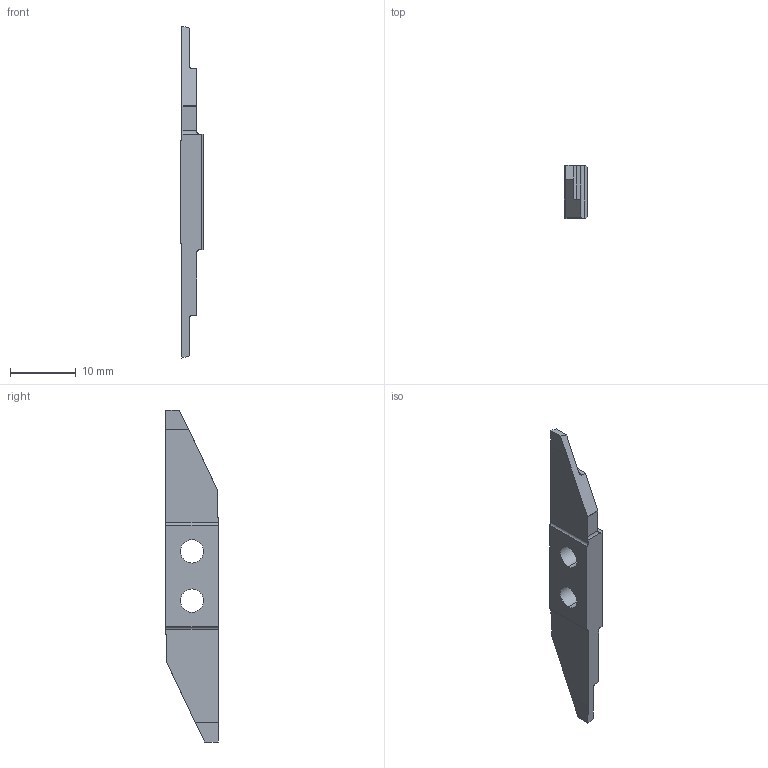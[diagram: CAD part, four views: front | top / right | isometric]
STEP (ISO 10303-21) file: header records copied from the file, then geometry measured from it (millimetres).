
FILE_DESCRIPTION (( 'STEP AP214' ), '1' );
FILE_NAME ('CUT-290-08.step', '2017-05-16T13:29:09', ( '' ), ( '' ), 'SwSTEP 2.0', 'SolidWorks 2016', '' );
FILE_SCHEMA (( 'AUTOMOTIVE_DESIGN' ));
Length unit declared in the file: millimetre
Products named in the file (1): CUT-290-08
Bounding box: 3.55 x 8 x 50.5 mm (x, y, z)
Volume: 794.1 mm3; surface area: 966.9 mm2
Topology: 1 solids, 1 shells, 38 faces, 108 edges, 72 vertices
Faces by surface type: plane 24, cylinder 14
Entity records: 1286 total; most frequent: CARTESIAN_POINT 235, ORIENTED_EDGE 216, DIRECTION 208, EDGE_CURVE 108, VECTOR 78, LINE 78, VERTEX_POINT 72, AXIS2_PLACEMENT_3D 65
